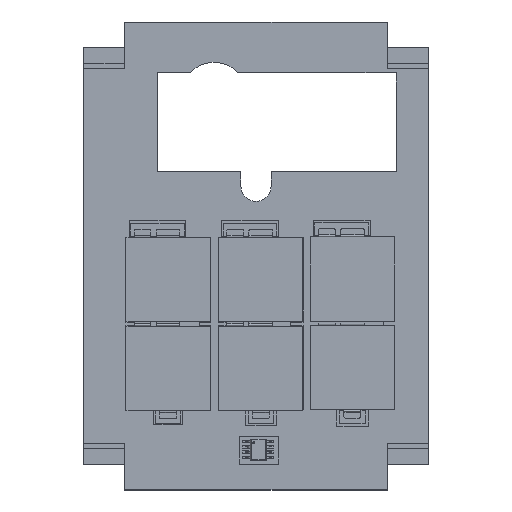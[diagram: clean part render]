
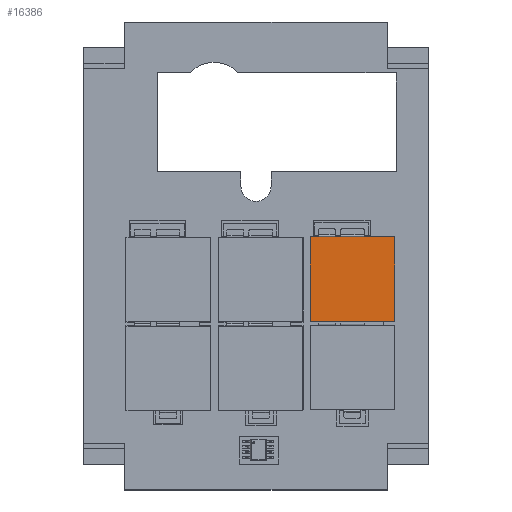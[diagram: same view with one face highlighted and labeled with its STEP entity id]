
A CAD part, top view. The second image highlights one B-rep face of the part: STEP entity #16386.
In plain terms, the highlighted face is planar.
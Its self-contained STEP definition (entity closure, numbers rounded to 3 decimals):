
#6290 = CARTESIAN_POINT ( 'NONE',  ( -9.995, 0.4, 19.99 ) ) ;
#6295 = PLANE ( 'NONE',  #9662 ) ;
#6301 = DIRECTION ( 'NONE',  ( 0., 1., 0. ) ) ;
#6303 = DIRECTION ( 'NONE',  ( 0., 0., 1. ) ) ;
#7217 = LINE ( 'NONE', #25370, #7226 ) ;
#7218 = LINE ( 'NONE', #25366, #7219 ) ;
#7219 = VECTOR ( 'NONE', #25367, 1000. ) ;
#7223 = LINE ( 'NONE', #25378, #7234 ) ;
#7226 = VECTOR ( 'NONE', #25375, 1000. ) ;
#7234 = VECTOR ( 'NONE', #25383, 1000. ) ;
#7371 = LINE ( 'NONE', #25538, #7398 ) ;
#7398 = VECTOR ( 'NONE', #25547, 1000. ) ;
#9572 = VERTEX_POINT ( 'NONE', #17493 ) ;
#9589 = VERTEX_POINT ( 'NONE', #17503 ) ;
#9615 = VERTEX_POINT ( 'NONE', #17518 ) ;
#9662 = AXIS2_PLACEMENT_3D ( 'NONE', #6290, #6301, #6303 ) ;
#10021 = VERTEX_POINT ( 'NONE', #17702 ) ;
#11578 = FACE_OUTER_BOUND ( 'NONE', #13830, .T. ) ;
#13830 = EDGE_LOOP ( 'NONE', ( #24594, #24593, #24591, #24590 ) ) ;
#16386 = ADVANCED_FACE ( 'NONE', ( #11578 ), #6295, .T. ) ;
#17493 = CARTESIAN_POINT ( 'NONE',  ( 9.995, 0.4, 0. ) ) ;
#17503 = CARTESIAN_POINT ( 'NONE',  ( -9.995, 0.4, 0. ) ) ;
#17518 = CARTESIAN_POINT ( 'NONE',  ( 9.995, 0.4, 19.99 ) ) ;
#17702 = CARTESIAN_POINT ( 'NONE',  ( -9.995, 0.4, 19.99 ) ) ;
#20230 = EDGE_CURVE ( 'NONE', #9589, #10021, #7218, .T. ) ;
#20238 = EDGE_CURVE ( 'NONE', #9615, #9572, #7217, .T. ) ;
#20247 = EDGE_CURVE ( 'NONE', #9572, #9589, #7223, .T. ) ;
#20378 = EDGE_CURVE ( 'NONE', #10021, #9615, #7371, .T. ) ;
#24590 = ORIENTED_EDGE ( 'NONE', *, *, #20247, .T. ) ;
#24591 = ORIENTED_EDGE ( 'NONE', *, *, #20238, .T. ) ;
#24593 = ORIENTED_EDGE ( 'NONE', *, *, #20378, .T. ) ;
#24594 = ORIENTED_EDGE ( 'NONE', *, *, #20230, .T. ) ;
#25366 = CARTESIAN_POINT ( 'NONE',  ( -9.995, 0.4, 0. ) ) ;
#25367 = DIRECTION ( 'NONE',  ( 0., 0., 1. ) ) ;
#25370 = CARTESIAN_POINT ( 'NONE',  ( 9.995, 0.4, 0. ) ) ;
#25375 = DIRECTION ( 'NONE',  ( 0., 0., -1. ) ) ;
#25378 = CARTESIAN_POINT ( 'NONE',  ( -9.995, 0.4, 0. ) ) ;
#25383 = DIRECTION ( 'NONE',  ( -1., 0., 0. ) ) ;
#25538 = CARTESIAN_POINT ( 'NONE',  ( -9.995, 0.4, 19.99 ) ) ;
#25547 = DIRECTION ( 'NONE',  ( 1., 0., 0. ) ) ;
